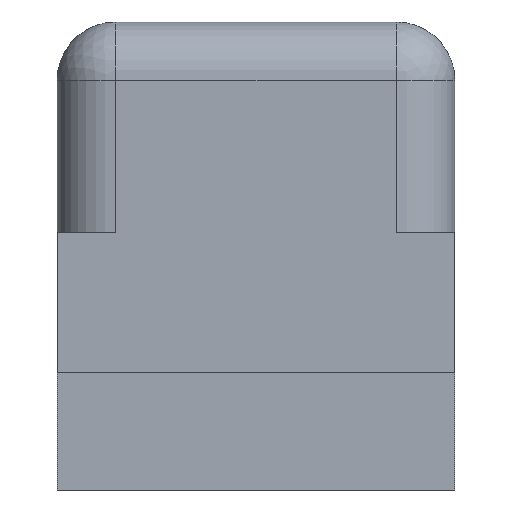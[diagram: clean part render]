
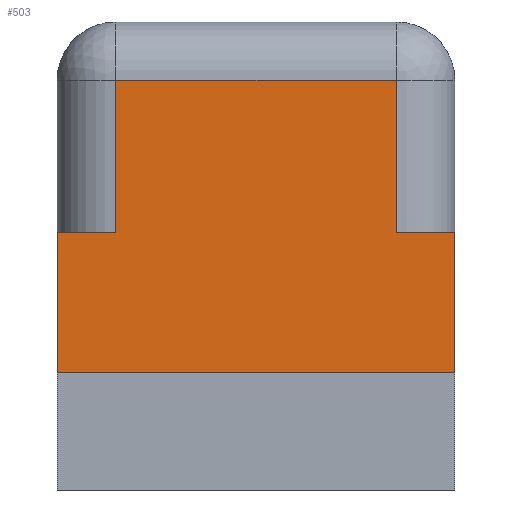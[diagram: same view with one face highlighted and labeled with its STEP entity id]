
A CAD part, left-side view. The second image highlights one B-rep face of the part: STEP entity #503.
In plain terms, the highlighted planar face has unit normal (-1, 0, 0).
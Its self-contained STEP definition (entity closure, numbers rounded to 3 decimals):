
#37=FACE_OUTER_BOUND('',#67,.T.);
#67=EDGE_LOOP('',(#367,#368,#369,#370,#371,#372,#373,#374));
#91=LINE('',#753,#147);
#94=LINE('',#761,#150);
#111=LINE('',#797,#167);
#113=LINE('',#803,#169);
#114=LINE('',#805,#170);
#115=LINE('',#806,#171);
#116=LINE('',#808,#172);
#117=LINE('',#809,#173);
#147=VECTOR('',#601,10.);
#150=VECTOR('',#608,10.);
#167=VECTOR('',#637,10.);
#169=VECTOR('',#643,10.);
#170=VECTOR('',#644,10.);
#171=VECTOR('',#645,10.);
#172=VECTOR('',#646,10.);
#173=VECTOR('',#647,10.);
#221=VERTEX_POINT('',#749);
#223=VERTEX_POINT('',#752);
#225=VERTEX_POINT('',#757);
#226=VERTEX_POINT('',#759);
#239=VERTEX_POINT('',#796);
#241=VERTEX_POINT('',#802);
#242=VERTEX_POINT('',#804);
#243=VERTEX_POINT('',#807);
#266=EDGE_CURVE('',#221,#223,#91,.T.);
#270=EDGE_CURVE('',#226,#225,#94,.T.);
#287=EDGE_CURVE('',#225,#239,#111,.T.);
#290=EDGE_CURVE('',#241,#226,#113,.T.);
#291=EDGE_CURVE('',#242,#241,#114,.T.);
#292=EDGE_CURVE('',#242,#223,#115,.T.);
#293=EDGE_CURVE('',#243,#221,#116,.T.);
#294=EDGE_CURVE('',#239,#243,#117,.T.);
#367=ORIENTED_EDGE('',*,*,#270,.F.);
#368=ORIENTED_EDGE('',*,*,#290,.F.);
#369=ORIENTED_EDGE('',*,*,#291,.F.);
#370=ORIENTED_EDGE('',*,*,#292,.T.);
#371=ORIENTED_EDGE('',*,*,#266,.F.);
#372=ORIENTED_EDGE('',*,*,#293,.F.);
#373=ORIENTED_EDGE('',*,*,#294,.F.);
#374=ORIENTED_EDGE('',*,*,#287,.F.);
#484=PLANE('',#552);
#503=ADVANCED_FACE('',(#37),#484,.T.);
#552=AXIS2_PLACEMENT_3D('',#801,#641,#642);
#601=DIRECTION('',(0.,-1.,0.));
#608=DIRECTION('',(0.,-1.,0.));
#637=DIRECTION('',(0.,0.,1.));
#641=DIRECTION('center_axis',(-1.,0.,0.));
#642=DIRECTION('ref_axis',(0.,-1.,0.));
#643=DIRECTION('',(0.,0.,1.));
#644=DIRECTION('',(0.,1.,0.));
#645=DIRECTION('',(0.,0.,1.));
#646=DIRECTION('',(0.,0.,-1.));
#647=DIRECTION('',(0.,-1.,0.));
#749=CARTESIAN_POINT('',(0.4,-22.9,2.2));
#752=CARTESIAN_POINT('',(0.4,-23.4,2.2));
#753=CARTESIAN_POINT('',(0.4,-20.,2.2));
#757=CARTESIAN_POINT('',(0.4,-20.5,2.2));
#759=CARTESIAN_POINT('',(0.4,-20.,2.2));
#761=CARTESIAN_POINT('',(0.4,-20.,2.2));
#796=CARTESIAN_POINT('',(0.4,-20.5,3.5));
#797=CARTESIAN_POINT('',(0.4,-20.5,2.));
#801=CARTESIAN_POINT('Origin',(0.4,-20.,2.));
#802=CARTESIAN_POINT('',(0.4,-20.,1.));
#803=CARTESIAN_POINT('',(0.4,-20.,0.7));
#804=CARTESIAN_POINT('',(0.4,-23.4,1.));
#805=CARTESIAN_POINT('',(0.4,-20.,1.));
#806=CARTESIAN_POINT('',(0.4,-23.4,0.7));
#807=CARTESIAN_POINT('',(0.4,-22.9,3.5));
#808=CARTESIAN_POINT('',(0.4,-22.9,2.));
#809=CARTESIAN_POINT('',(0.4,-20.85,3.5));
